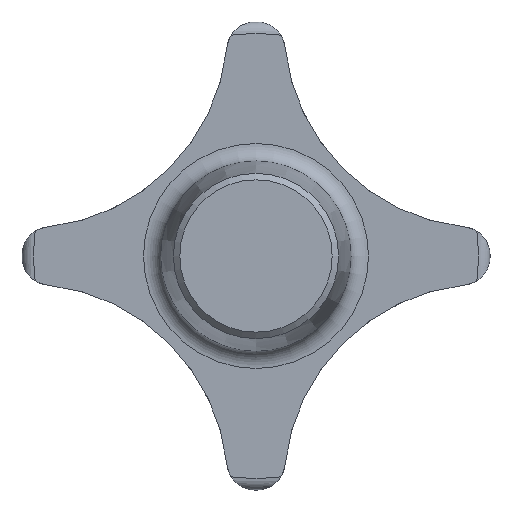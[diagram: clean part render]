
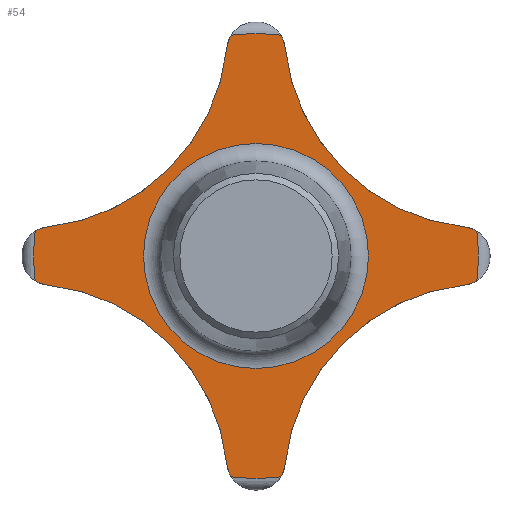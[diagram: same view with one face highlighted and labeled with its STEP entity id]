
A CAD part, front view. The second image highlights one B-rep face of the part: STEP entity #54.
In plain terms, the highlighted planar face has unit normal (0, -1, 0).
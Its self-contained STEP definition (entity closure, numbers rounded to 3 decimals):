
#54 = ADVANCED_FACE( '', ( #131, #132 ), #133, .F. );
#131 = FACE_BOUND( '', #234, .T. );
#132 = FACE_OUTER_BOUND( '', #235, .T. );
#133 = PLANE( '', #236 );
#234 = EDGE_LOOP( '', ( #331 ) );
#235 = EDGE_LOOP( '', ( #332, #333, #334, #335, #336, #337, #338, #339, #340, #341, #342, #343, #344, #345, #346, #347 ) );
#236 = AXIS2_PLACEMENT_3D( '', #348, #349, #350 );
#331 = ORIENTED_EDGE( '', *, *, #605, .F. );
#332 = ORIENTED_EDGE( '', *, *, #606, .T. );
#333 = ORIENTED_EDGE( '', *, *, #607, .T. );
#334 = ORIENTED_EDGE( '', *, *, #608, .F. );
#335 = ORIENTED_EDGE( '', *, *, #609, .T. );
#336 = ORIENTED_EDGE( '', *, *, #610, .T. );
#337 = ORIENTED_EDGE( '', *, *, #611, .T. );
#338 = ORIENTED_EDGE( '', *, *, #612, .F. );
#339 = ORIENTED_EDGE( '', *, *, #613, .T. );
#340 = ORIENTED_EDGE( '', *, *, #614, .T. );
#341 = ORIENTED_EDGE( '', *, *, #615, .T. );
#342 = ORIENTED_EDGE( '', *, *, #616, .F. );
#343 = ORIENTED_EDGE( '', *, *, #617, .T. );
#344 = ORIENTED_EDGE( '', *, *, #618, .T. );
#345 = ORIENTED_EDGE( '', *, *, #619, .T. );
#346 = ORIENTED_EDGE( '', *, *, #620, .F. );
#347 = ORIENTED_EDGE( '', *, *, #621, .T. );
#348 = CARTESIAN_POINT( '', ( 18.964, 14., 0. ) );
#349 = DIRECTION( '', ( 0., 1., 0. ) );
#350 = DIRECTION( '', ( 0., 0., 1. ) );
#605 = EDGE_CURVE( '', #713, #713, #714, .T. );
#606 = EDGE_CURVE( '', #715, #716, #717, .T. );
#607 = EDGE_CURVE( '', #716, #718, #719, .F. );
#608 = EDGE_CURVE( '', #720, #718, #721, .F. );
#609 = EDGE_CURVE( '', #720, #722, #723, .F. );
#610 = EDGE_CURVE( '', #722, #724, #725, .T. );
#611 = EDGE_CURVE( '', #724, #726, #727, .F. );
#612 = EDGE_CURVE( '', #728, #726, #729, .F. );
#613 = EDGE_CURVE( '', #728, #730, #731, .F. );
#614 = EDGE_CURVE( '', #730, #732, #733, .T. );
#615 = EDGE_CURVE( '', #732, #734, #735, .F. );
#616 = EDGE_CURVE( '', #736, #734, #737, .F. );
#617 = EDGE_CURVE( '', #736, #738, #739, .F. );
#618 = EDGE_CURVE( '', #738, #740, #741, .T. );
#619 = EDGE_CURVE( '', #740, #742, #743, .F. );
#620 = EDGE_CURVE( '', #744, #742, #745, .F. );
#621 = EDGE_CURVE( '', #744, #715, #746, .F. );
#713 = VERTEX_POINT( '', #871 );
#714 = CIRCLE( '', #872, 9.599 );
#715 = VERTEX_POINT( '', #873 );
#716 = VERTEX_POINT( '', #874 );
#717 = CIRCLE( '', #875, 18.964 );
#718 = VERTEX_POINT( '', #876 );
#719 = CIRCLE( '', #877, 2.5 );
#720 = VERTEX_POINT( '', #878 );
#721 = CIRCLE( '', #879, 17.2 );
#722 = VERTEX_POINT( '', #880 );
#723 = CIRCLE( '', #881, 2.5 );
#724 = VERTEX_POINT( '', #882 );
#725 = CIRCLE( '', #883, 18.964 );
#726 = VERTEX_POINT( '', #884 );
#727 = CIRCLE( '', #885, 2.5 );
#728 = VERTEX_POINT( '', #886 );
#729 = CIRCLE( '', #887, 17.2 );
#730 = VERTEX_POINT( '', #888 );
#731 = CIRCLE( '', #889, 2.5 );
#732 = VERTEX_POINT( '', #890 );
#733 = CIRCLE( '', #891, 18.964 );
#734 = VERTEX_POINT( '', #892 );
#735 = CIRCLE( '', #893, 2.5 );
#736 = VERTEX_POINT( '', #894 );
#737 = CIRCLE( '', #895, 17.2 );
#738 = VERTEX_POINT( '', #896 );
#739 = CIRCLE( '', #897, 2.5 );
#740 = VERTEX_POINT( '', #898 );
#741 = CIRCLE( '', #899, 18.964 );
#742 = VERTEX_POINT( '', #900 );
#743 = CIRCLE( '', #901, 2.5 );
#744 = VERTEX_POINT( '', #902 );
#745 = CIRCLE( '', #903, 17.2 );
#746 = CIRCLE( '', #904, 2.5 );
#871 = CARTESIAN_POINT( '', ( 0., 14., -9.599 ) );
#872 = AXIS2_PLACEMENT_3D( '', #1416, #1417, #1418 );
#873 = CARTESIAN_POINT( '', ( -18.847, 14., 2.103 ) );
#874 = CARTESIAN_POINT( '', ( -18.847, 14., -2.103 ) );
#875 = AXIS2_PLACEMENT_3D( '', #1419, #1420, #1421 );
#876 = CARTESIAN_POINT( '', ( -17.765, 14., -2.484 ) );
#877 = AXIS2_PLACEMENT_3D( '', #1422, #1423, #1424 );
#878 = CARTESIAN_POINT( '', ( -2.484, 14., -17.765 ) );
#879 = AXIS2_PLACEMENT_3D( '', #1425, #1426, #1427 );
#880 = CARTESIAN_POINT( '', ( -2.103, 14., -18.847 ) );
#881 = AXIS2_PLACEMENT_3D( '', #1428, #1429, #1430 );
#882 = CARTESIAN_POINT( '', ( 2.103, 14., -18.847 ) );
#883 = AXIS2_PLACEMENT_3D( '', #1431, #1432, #1433 );
#884 = CARTESIAN_POINT( '', ( 2.484, 14., -17.765 ) );
#885 = AXIS2_PLACEMENT_3D( '', #1434, #1435, #1436 );
#886 = CARTESIAN_POINT( '', ( 17.765, 14., -2.484 ) );
#887 = AXIS2_PLACEMENT_3D( '', #1437, #1438, #1439 );
#888 = CARTESIAN_POINT( '', ( 18.847, 14., -2.103 ) );
#889 = AXIS2_PLACEMENT_3D( '', #1440, #1441, #1442 );
#890 = CARTESIAN_POINT( '', ( 18.847, 14., 2.103 ) );
#891 = AXIS2_PLACEMENT_3D( '', #1443, #1444, #1445 );
#892 = CARTESIAN_POINT( '', ( 17.765, 14., 2.484 ) );
#893 = AXIS2_PLACEMENT_3D( '', #1446, #1447, #1448 );
#894 = CARTESIAN_POINT( '', ( 2.484, 14., 17.765 ) );
#895 = AXIS2_PLACEMENT_3D( '', #1449, #1450, #1451 );
#896 = CARTESIAN_POINT( '', ( 2.103, 14., 18.847 ) );
#897 = AXIS2_PLACEMENT_3D( '', #1452, #1453, #1454 );
#898 = CARTESIAN_POINT( '', ( -2.103, 14., 18.847 ) );
#899 = AXIS2_PLACEMENT_3D( '', #1455, #1456, #1457 );
#900 = CARTESIAN_POINT( '', ( -2.484, 14., 17.765 ) );
#901 = AXIS2_PLACEMENT_3D( '', #1458, #1459, #1460 );
#902 = CARTESIAN_POINT( '', ( -17.765, 14., 2.484 ) );
#903 = AXIS2_PLACEMENT_3D( '', #1461, #1462, #1463 );
#904 = AXIS2_PLACEMENT_3D( '', #1464, #1465, #1466 );
#1416 = CARTESIAN_POINT( '', ( 0., 14., 0. ) );
#1417 = DIRECTION( '', ( 0., -1., 0. ) );
#1418 = DIRECTION( '', ( 0., 0., -1. ) );
#1419 = CARTESIAN_POINT( '', ( 0., 14., 0. ) );
#1420 = DIRECTION( '', ( 0., -1., 0. ) );
#1421 = DIRECTION( '', ( 0., 0., -1. ) );
#1422 = CARTESIAN_POINT( '', ( -17.5, 14., 0.002 ) );
#1423 = DIRECTION( '', ( 0., 1., 0. ) );
#1424 = DIRECTION( '', ( 0., 0., 1. ) );
#1425 = CARTESIAN_POINT( '', ( -19.587, 14., -19.587 ) );
#1426 = DIRECTION( '', ( 0., 1., 0. ) );
#1427 = DIRECTION( '', ( 0., 0., 1. ) );
#1428 = CARTESIAN_POINT( '', ( 0.002, 14., -17.5 ) );
#1429 = DIRECTION( '', ( 0., 1., 0. ) );
#1430 = DIRECTION( '', ( 0., 0., 1. ) );
#1431 = CARTESIAN_POINT( '', ( 0., 14., 0. ) );
#1432 = DIRECTION( '', ( 0., -1., 0. ) );
#1433 = DIRECTION( '', ( 0., 0., -1. ) );
#1434 = CARTESIAN_POINT( '', ( -0.002, 14., -17.5 ) );
#1435 = DIRECTION( '', ( 0., 1., 0. ) );
#1436 = DIRECTION( '', ( 0., 0., 1. ) );
#1437 = CARTESIAN_POINT( '', ( 19.587, 14., -19.587 ) );
#1438 = DIRECTION( '', ( 0., 1., 0. ) );
#1439 = DIRECTION( '', ( 0., 0., 1. ) );
#1440 = CARTESIAN_POINT( '', ( 17.5, 14., 0.002 ) );
#1441 = DIRECTION( '', ( 0., 1., 0. ) );
#1442 = DIRECTION( '', ( 0., 0., 1. ) );
#1443 = CARTESIAN_POINT( '', ( 0., 14., 0. ) );
#1444 = DIRECTION( '', ( 0., -1., 0. ) );
#1445 = DIRECTION( '', ( 0., 0., -1. ) );
#1446 = CARTESIAN_POINT( '', ( 17.5, 14., -0.002 ) );
#1447 = DIRECTION( '', ( 0., 1., 0. ) );
#1448 = DIRECTION( '', ( 0., 0., 1. ) );
#1449 = CARTESIAN_POINT( '', ( 19.587, 14., 19.587 ) );
#1450 = DIRECTION( '', ( 0., 1., 0. ) );
#1451 = DIRECTION( '', ( 0., 0., 1. ) );
#1452 = CARTESIAN_POINT( '', ( -0.002, 14., 17.5 ) );
#1453 = DIRECTION( '', ( 0., 1., 0. ) );
#1454 = DIRECTION( '', ( 0., 0., 1. ) );
#1455 = CARTESIAN_POINT( '', ( 0., 14., 0. ) );
#1456 = DIRECTION( '', ( 0., -1., 0. ) );
#1457 = DIRECTION( '', ( 0., 0., -1. ) );
#1458 = CARTESIAN_POINT( '', ( 0.002, 14., 17.5 ) );
#1459 = DIRECTION( '', ( 0., 1., 0. ) );
#1460 = DIRECTION( '', ( 0., 0., 1. ) );
#1461 = CARTESIAN_POINT( '', ( -19.587, 14., 19.587 ) );
#1462 = DIRECTION( '', ( 0., 1., 0. ) );
#1463 = DIRECTION( '', ( 0., 0., 1. ) );
#1464 = CARTESIAN_POINT( '', ( -17.5, 14., -0.002 ) );
#1465 = DIRECTION( '', ( 0., 1., 0. ) );
#1466 = DIRECTION( '', ( 0., 0., 1. ) );
